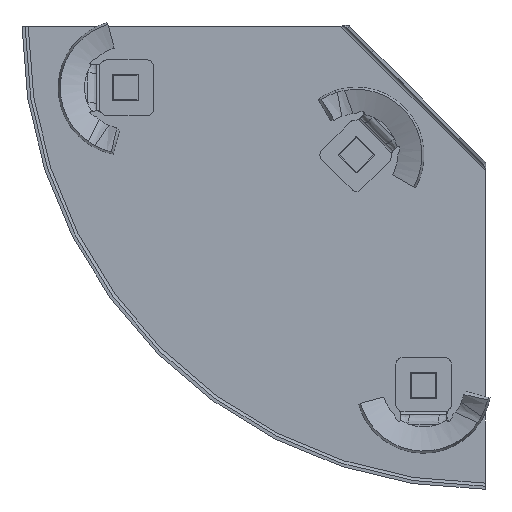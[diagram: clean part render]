
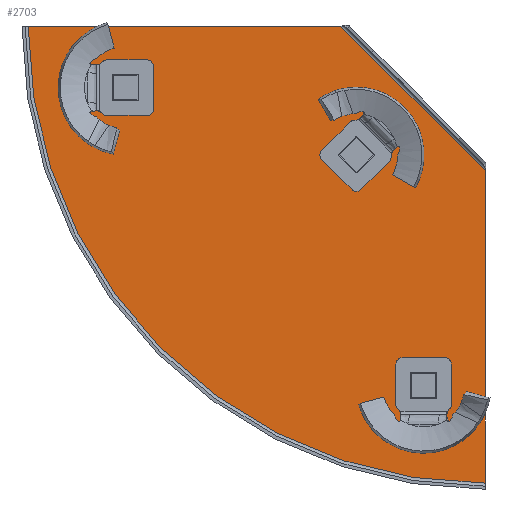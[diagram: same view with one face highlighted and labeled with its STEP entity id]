
A CAD part, front view. The second image highlights one B-rep face of the part: STEP entity #2703.
In plain terms, the highlighted planar face has unit normal (0, -1, 0).
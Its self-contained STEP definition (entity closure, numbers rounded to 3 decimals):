
#27 = VERTEX_POINT ( 'NONE', #4009 ) ;
#172 = VECTOR ( 'NONE', #245, 1000. ) ;
#228 = ORIENTED_EDGE ( 'NONE', *, *, #3432, .F. ) ;
#245 = DIRECTION ( 'NONE',  ( 0., 0., -1. ) ) ;
#261 = EDGE_CURVE ( 'NONE', #4787, #3967, #4174, .T. ) ;
#268 = CIRCLE ( 'NONE', #1106, 8.25 ) ;
#322 = ORIENTED_EDGE ( 'NONE', *, *, #261, .F. ) ;
#327 = PLANE ( 'NONE',  #645 ) ;
#512 = EDGE_CURVE ( 'NONE', #3967, #27, #4563, .T. ) ;
#645 = AXIS2_PLACEMENT_3D ( 'NONE', #2242, #1362, #5392 ) ;
#708 = DIRECTION ( 'NONE',  ( 0., 1., 0. ) ) ;
#774 = FACE_OUTER_BOUND ( 'NONE', #3069, .T. ) ;
#928 = VERTEX_POINT ( 'NONE', #2701 ) ;
#1039 = CARTESIAN_POINT ( 'NONE',  ( -28.228, 0., 0. ) ) ;
#1106 = AXIS2_PLACEMENT_3D ( 'NONE', #3453, #4411, #3052 ) ;
#1195 = EDGE_LOOP ( 'NONE', ( #4640 ) ) ;
#1301 = EDGE_CURVE ( 'NONE', #2226, #2226, #268, .T. ) ;
#1309 = CARTESIAN_POINT ( 'NONE',  ( -148.5, 0., 0. ) ) ;
#1362 = DIRECTION ( 'NONE',  ( 0., 1., 0. ) ) ;
#1619 = DIRECTION ( 'NONE',  ( 0., 1., 0. ) ) ;
#1642 = EDGE_LOOP ( 'NONE', ( #4846 ) ) ;
#1653 = AXIS2_PLACEMENT_3D ( 'NONE', #2956, #1619, #2098 ) ;
#1727 = LINE ( 'NONE', #3487, #4881 ) ;
#1962 = DIRECTION ( 'NONE',  ( 0., 1., 0. ) ) ;
#2091 = CARTESIAN_POINT ( 'NONE',  ( -116.8, 0., -20. ) ) ;
#2098 = DIRECTION ( 'NONE',  ( 0., 0., 1. ) ) ;
#2191 = VECTOR ( 'NONE', #3145, 1000. ) ;
#2226 = VERTEX_POINT ( 'NONE', #5294 ) ;
#2242 = CARTESIAN_POINT ( 'NONE',  ( 0., 0., 0. ) ) ;
#2285 = CIRCLE ( 'NONE', #5527, 8.25 ) ;
#2318 = EDGE_CURVE ( 'NONE', #928, #928, #2556, .T. ) ;
#2398 = CARTESIAN_POINT ( 'NONE',  ( 0., 0., -46.895 ) ) ;
#2556 = CIRCLE ( 'NONE', #3400, 8.25 ) ;
#2604 = ORIENTED_EDGE ( 'NONE', *, *, #4039, .T. ) ;
#2701 = CARTESIAN_POINT ( 'NONE',  ( -41.832, 0., -33.582 ) ) ;
#2703 = ADVANCED_FACE ( 'NONE', ( #3868, #2987, #5628, #774 ), #327, .F. ) ;
#2956 = CARTESIAN_POINT ( 'NONE',  ( 0., 0., 0. ) ) ;
#2987 = FACE_BOUND ( 'NONE', #1195, .T. ) ;
#3037 = VERTEX_POINT ( 'NONE', #4353 ) ;
#3052 = DIRECTION ( 'NONE',  ( 0., 0., 1. ) ) ;
#3069 = EDGE_LOOP ( 'NONE', ( #228, #5302, #4070, #322 ) ) ;
#3145 = DIRECTION ( 'NONE',  ( 1., 0., 0. ) ) ;
#3299 = VERTEX_POINT ( 'NONE', #2398 ) ;
#3357 = EDGE_LOOP ( 'NONE', ( #2604 ) ) ;
#3400 = AXIS2_PLACEMENT_3D ( 'NONE', #4676, #1962, #5140 ) ;
#3432 = EDGE_CURVE ( 'NONE', #3299, #4787, #5665, .T. ) ;
#3453 = CARTESIAN_POINT ( 'NONE',  ( -20., 0., -116.8 ) ) ;
#3487 = CARTESIAN_POINT ( 'NONE',  ( -23.448, 0., -23.448 ) ) ;
#3608 = CARTESIAN_POINT ( 'NONE',  ( 0., 0., -148.5 ) ) ;
#3868 = FACE_BOUND ( 'NONE', #3357, .T. ) ;
#3967 = VERTEX_POINT ( 'NONE', #1309 ) ;
#4009 = CARTESIAN_POINT ( 'NONE',  ( -46.895, 0., 0. ) ) ;
#4039 = EDGE_CURVE ( 'NONE', #3037, #3037, #2285, .T. ) ;
#4070 = ORIENTED_EDGE ( 'NONE', *, *, #512, .F. ) ;
#4174 = CIRCLE ( 'NONE', #1653, 148.5 ) ;
#4353 = CARTESIAN_POINT ( 'NONE',  ( -116.8, 0., -11.75 ) ) ;
#4411 = DIRECTION ( 'NONE',  ( 0., 1., 0. ) ) ;
#4563 = LINE ( 'NONE', #1039, #2191 ) ;
#4640 = ORIENTED_EDGE ( 'NONE', *, *, #1301, .T. ) ;
#4676 = CARTESIAN_POINT ( 'NONE',  ( -41.832, 0., -41.832 ) ) ;
#4787 = VERTEX_POINT ( 'NONE', #3608 ) ;
#4846 = ORIENTED_EDGE ( 'NONE', *, *, #2318, .T. ) ;
#4881 = VECTOR ( 'NONE', #5238, 1000. ) ;
#5098 = DIRECTION ( 'NONE',  ( 0., 0., 1. ) ) ;
#5140 = DIRECTION ( 'NONE',  ( 0., 0., 1. ) ) ;
#5226 = CARTESIAN_POINT ( 'NONE',  ( 0., 0., -28.228 ) ) ;
#5238 = DIRECTION ( 'NONE',  ( -0.707, 0., 0.707 ) ) ;
#5294 = CARTESIAN_POINT ( 'NONE',  ( -20., 0., -108.55 ) ) ;
#5302 = ORIENTED_EDGE ( 'NONE', *, *, #5693, .T. ) ;
#5392 = DIRECTION ( 'NONE',  ( 0., 0., 1. ) ) ;
#5527 = AXIS2_PLACEMENT_3D ( 'NONE', #2091, #708, #5098 ) ;
#5628 = FACE_BOUND ( 'NONE', #1642, .T. ) ;
#5665 = LINE ( 'NONE', #5226, #172 ) ;
#5693 = EDGE_CURVE ( 'NONE', #3299, #27, #1727, .T. ) ;
